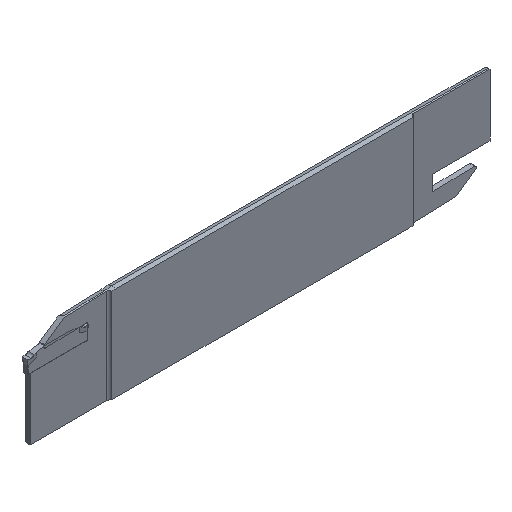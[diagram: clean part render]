
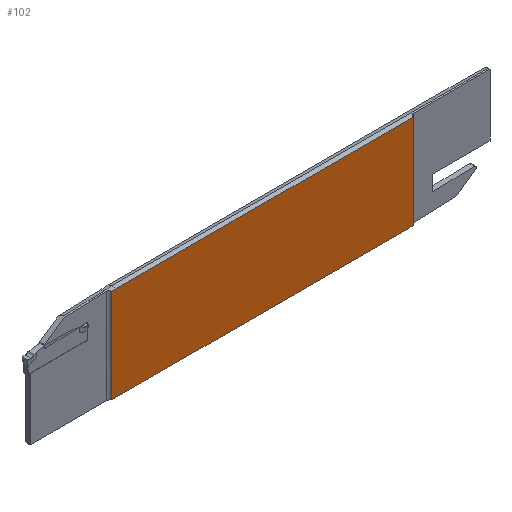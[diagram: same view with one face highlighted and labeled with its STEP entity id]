
A CAD part, isometric view. The second image highlights one B-rep face of the part: STEP entity #102.
In plain terms, the highlighted planar face has unit normal (0, -1, 0).
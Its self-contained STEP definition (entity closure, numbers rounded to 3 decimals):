
#102=ADVANCED_FACE('',(#204),#162,.T.);
#162=PLANE('',#1191);
#204=FACE_OUTER_BOUND('',#264,.T.);
#264=EDGE_LOOP('',(#572,#573,#574,#575,#576,#577));
#324=LINE('',#1593,#448);
#325=LINE('',#1595,#449);
#326=LINE('',#1599,#450);
#327=LINE('',#1601,#451);
#448=VECTOR('',#1283,1.);
#449=VECTOR('',#1284,1.);
#450=VECTOR('',#1287,1.);
#451=VECTOR('',#1288,1.);
#572=ORIENTED_EDGE('',*,*,#1008,.F.);
#573=ORIENTED_EDGE('',*,*,#1009,.T.);
#574=ORIENTED_EDGE('',*,*,#1010,.T.);
#575=ORIENTED_EDGE('',*,*,#1011,.F.);
#576=ORIENTED_EDGE('',*,*,#1012,.T.);
#577=ORIENTED_EDGE('',*,*,#1013,.F.);
#900=VERTEX_POINT('',#1591);
#901=VERTEX_POINT('',#1592);
#902=VERTEX_POINT('',#1594);
#903=VERTEX_POINT('',#1596);
#904=VERTEX_POINT('',#1598);
#905=VERTEX_POINT('',#1600);
#1008=EDGE_CURVE('',#900,#901,#1172,.T.);
#1009=EDGE_CURVE('',#900,#902,#324,.T.);
#1010=EDGE_CURVE('',#902,#903,#325,.T.);
#1011=EDGE_CURVE('',#904,#903,#1173,.T.);
#1012=EDGE_CURVE('',#904,#905,#326,.T.);
#1013=EDGE_CURVE('',#901,#905,#327,.T.);
#1172=CIRCLE('',#1189,25.321);
#1173=CIRCLE('',#1190,25.321);
#1189=AXIS2_PLACEMENT_3D('',#1590,#1281,#1282);
#1190=AXIS2_PLACEMENT_3D('',#1597,#1285,#1286);
#1191=AXIS2_PLACEMENT_3D('',#1602,#1289,#1290);
#1281=DIRECTION('',(0.,-1.,0.));
#1282=DIRECTION('',(0.,0.,1.));
#1283=DIRECTION('',(0.,0.,1.));
#1284=DIRECTION('',(-1.,0.,0.));
#1285=DIRECTION('',(0.,-1.,0.));
#1286=DIRECTION('',(0.,0.,-1.));
#1287=DIRECTION('',(0.,0.,-1.));
#1288=DIRECTION('',(-1.,0.,0.));
#1289=DIRECTION('',(0.,-1.,0.));
#1290=DIRECTION('',(0.,0.,-1.));
#1590=CARTESIAN_POINT('',(126.273,0.,-49.463));
#1591=CARTESIAN_POINT('',(124.2,0.,-24.227));
#1592=CARTESIAN_POINT('',(122.98,0.,-24.357));
#1593=CARTESIAN_POINT('',(124.2,0.,-28.));
#1594=CARTESIAN_POINT('',(124.2,0.,6.357));
#1595=CARTESIAN_POINT('',(150.,0.,6.357));
#1596=CARTESIAN_POINT('',(27.02,0.,6.357));
#1597=CARTESIAN_POINT('',(23.727,0.,31.463));
#1598=CARTESIAN_POINT('',(25.8,0.,6.227));
#1599=CARTESIAN_POINT('',(25.8,0.,10.));
#1600=CARTESIAN_POINT('',(25.8,0.,-24.357));
#1601=CARTESIAN_POINT('',(150.,0.,-24.357));
#1602=CARTESIAN_POINT('',(150.,0.,-24.357));
